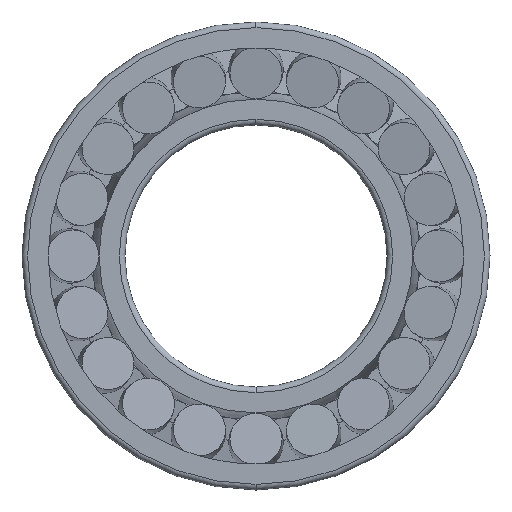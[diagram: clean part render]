
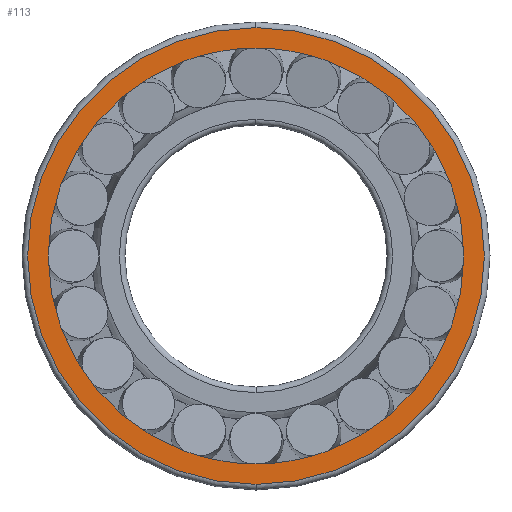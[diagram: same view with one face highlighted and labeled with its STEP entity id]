
A CAD part, left-side view. The second image highlights one B-rep face of the part: STEP entity #113.
In plain terms, the highlighted planar face has unit normal (-1, 0, 0).
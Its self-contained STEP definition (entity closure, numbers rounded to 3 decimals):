
#113=ADVANCED_FACE('',(#447,#448),#449,.T.);
#447=FACE_OUTER_BOUND('',#1102,.T.);
#448=FACE_BOUND('',#1103,.T.);
#449=PLANE('',#1104);
#1102=EDGE_LOOP('',(#2024,#2025,#2026));
#1103=EDGE_LOOP('',(#2027,#2028,#2029));
#1104=AXIS2_PLACEMENT_3D('',#2030,#2031,#2032);
#2024=ORIENTED_EDGE('',*,*,#4104,.F.);
#2025=ORIENTED_EDGE('',*,*,#4103,.F.);
#2026=ORIENTED_EDGE('',*,*,#4145,.F.);
#2027=ORIENTED_EDGE('',*,*,#4149,.T.);
#2028=ORIENTED_EDGE('',*,*,#4082,.T.);
#2029=ORIENTED_EDGE('',*,*,#4150,.T.);
#2030=CARTESIAN_POINT('',(0.,58.25,0.0));
#2031=DIRECTION('',(-1.0,0.,0.0));
#2032=DIRECTION('',(0.,-1.0,0.0));
#4082=EDGE_CURVE('',#4874,#4871,#4875,.T.);
#4103=EDGE_CURVE('',#4913,#4916,#4917,.T.);
#4104=EDGE_CURVE('',#4916,#4918,#4919,.T.);
#4145=EDGE_CURVE('',#4918,#4913,#4976,.T.);
#4149=EDGE_CURVE('',#4981,#4874,#4982,.T.);
#4150=EDGE_CURVE('',#4871,#4981,#4983,.T.);
#4871=VERTEX_POINT('',#6188);
#4874=VERTEX_POINT('',#6191);
#4875=CIRCLE('',#6192,55.5);
#4913=VERTEX_POINT('',#6232);
#4916=VERTEX_POINT('',#6235);
#4917=CIRCLE('',#6236,61.0);
#4918=VERTEX_POINT('',#6237);
#4919=CIRCLE('',#6238,61.0);
#4976=CIRCLE('',#6413,61.0);
#4981=VERTEX_POINT('',#6418);
#4982=CIRCLE('',#6419,55.5);
#4983=CIRCLE('',#6420,55.5);
#6188=CARTESIAN_POINT('',(0.,0.,-55.5));
#6191=CARTESIAN_POINT('',(0.,0.,55.5));
#6192=AXIS2_PLACEMENT_3D('',#13040,#13041,#13042);
#6232=CARTESIAN_POINT('',(0.0,0.,-61.0));
#6235=CARTESIAN_POINT('',(0.0,61.0,0.0));
#6236=AXIS2_PLACEMENT_3D('',#13099,#13100,#13101);
#6237=CARTESIAN_POINT('',(0.0,0.,61.0));
#6238=AXIS2_PLACEMENT_3D('',#13102,#13103,#13104);
#6413=AXIS2_PLACEMENT_3D('',#13172,#13173,#13174);
#6418=CARTESIAN_POINT('',(0.,55.5,0.0));
#6419=AXIS2_PLACEMENT_3D('',#13184,#13185,#13186);
#6420=AXIS2_PLACEMENT_3D('',#13187,#13188,#13189);
#13040=CARTESIAN_POINT('',(0.,0.0,0.0));
#13041=DIRECTION('',(1.0,0.0,0.0));
#13042=DIRECTION('',(0.0,1.0,0.0));
#13099=CARTESIAN_POINT('',(0.0,0.0,0.0));
#13100=DIRECTION('',(1.0,0.0,0.0));
#13101=DIRECTION('',(0.0,1.0,0.0));
#13102=CARTESIAN_POINT('',(0.0,0.0,0.0));
#13103=DIRECTION('',(1.0,0.0,0.0));
#13104=DIRECTION('',(0.0,1.0,0.0));
#13172=CARTESIAN_POINT('',(0.0,0.0,0.0));
#13173=DIRECTION('',(1.0,0.0,0.0));
#13174=DIRECTION('',(0.0,1.0,0.0));
#13184=CARTESIAN_POINT('',(0.,0.0,0.0));
#13185=DIRECTION('',(1.0,0.0,0.0));
#13186=DIRECTION('',(0.0,1.0,0.0));
#13187=CARTESIAN_POINT('',(0.,0.0,0.0));
#13188=DIRECTION('',(1.0,0.0,0.0));
#13189=DIRECTION('',(0.0,1.0,0.0));
